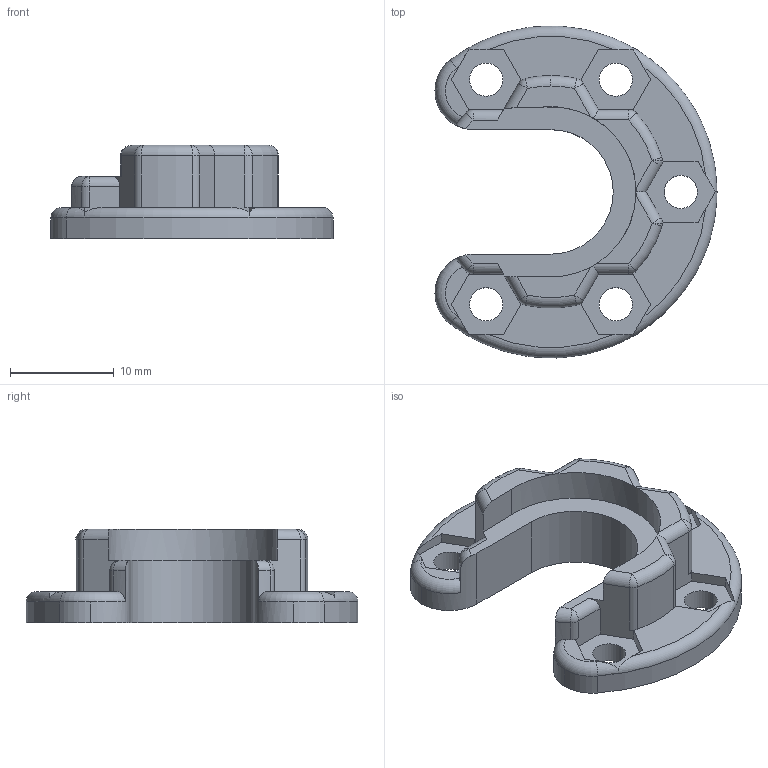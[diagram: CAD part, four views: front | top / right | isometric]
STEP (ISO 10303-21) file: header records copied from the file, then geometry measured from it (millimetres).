
FILE_DESCRIPTION (( 'STEP AP203' ), '1' );
FILE_NAME ('groovemount_clip_e3d.step', '2016-03-08T04:32:41', ( '' ), ( '' ), 'SwSTEP 2.0', 'SolidWorks 2015', '' );
FILE_SCHEMA (( 'CONFIG_CONTROL_DESIGN' ));
Length unit declared in the file: millimetre
Products named in the file (1): groovemount_clip_e3d
Bounding box: 27.18 x 31.98 x 9 mm (x, y, z)
Volume: 2148 mm3; surface area: 2030.3 mm2
Topology: 1 solids, 1 shells, 117 faces, 311 edges, 192 vertices
Faces by surface type: plane 51, cylinder 43, sphere 12, torus 11
Entity records: 3772 total; most frequent: CARTESIAN_POINT 760, DIRECTION 632, ORIENTED_EDGE 614, EDGE_CURVE 307, AXIS2_PLACEMENT_3D 234, VERTEX_POINT 192, LINE 164, VECTOR 164
